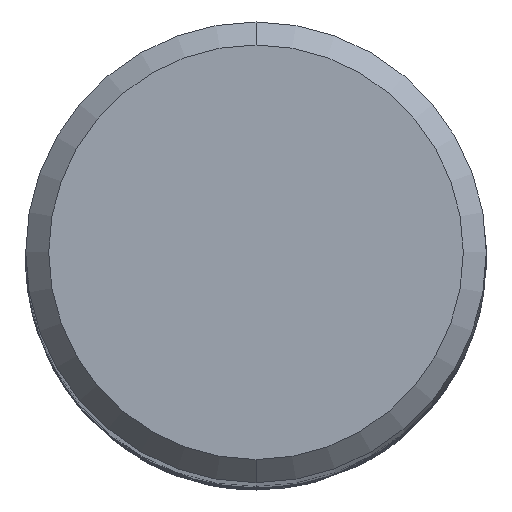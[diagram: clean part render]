
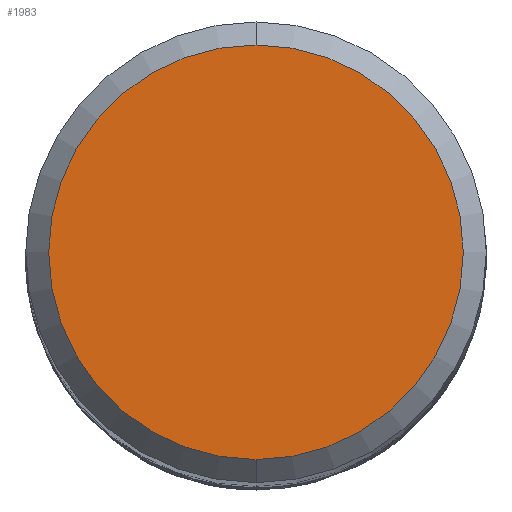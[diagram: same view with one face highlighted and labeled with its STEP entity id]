
A CAD part, top view. The second image highlights one B-rep face of the part: STEP entity #1983.
In plain terms, the highlighted planar face has unit normal (0, 0, 1).
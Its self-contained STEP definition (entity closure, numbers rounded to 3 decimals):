
#1207=VERTEX_POINT('',#3272);
#1983=ADVANCED_FACE('',(#4114),#4115,.T.);
#2313=VERTEX_POINT('',#4468);
#2371=EDGE_CURVE('',#1207,#2313,#4532,.T.);
#2397=EDGE_CURVE('',#2313,#1207,#4560,.T.);
#3272=CARTESIAN_POINT('',(0.,-3.6,0.0));
#4114=FACE_OUTER_BOUND('',#16863,.T.);
#4115=PLANE('',#16864);
#4468=CARTESIAN_POINT('',(0.0,3.6,0.0));
#4532=CIRCLE('',#20707,3.6);
#4560=CIRCLE('',#20826,3.6);
#16863=EDGE_LOOP('',(#34478,#34479));
#16864=AXIS2_PLACEMENT_3D('',#34480,#34481,#34482);
#20707=AXIS2_PLACEMENT_3D('',#34888,#34889,#34890);
#20826=AXIS2_PLACEMENT_3D('',#34931,#34932,#34933);
#34478=ORIENTED_EDGE('',*,*,#2397,.F.);
#34479=ORIENTED_EDGE('',*,*,#2371,.F.);
#34480=CARTESIAN_POINT('',(0.0,1.8,0.0));
#34481=DIRECTION('',(-0.0,0.0,1.0));
#34482=DIRECTION('',(0.0,-1.0,0.0));
#34888=CARTESIAN_POINT('',(0.0,0.0,0.0));
#34889=DIRECTION('',(0.0,0.0,-1.0));
#34890=DIRECTION('',(0.0,1.0,0.0));
#34931=CARTESIAN_POINT('',(0.0,0.0,0.0));
#34932=DIRECTION('',(0.0,0.0,-1.0));
#34933=DIRECTION('',(0.0,1.0,0.0));
